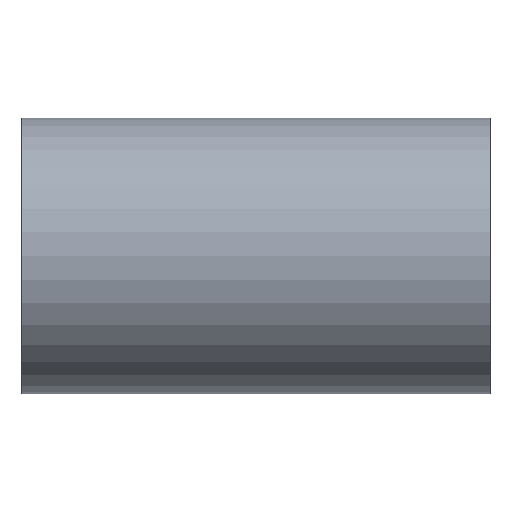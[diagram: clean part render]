
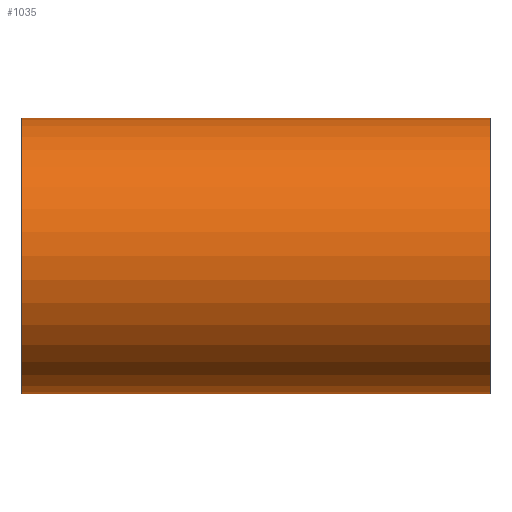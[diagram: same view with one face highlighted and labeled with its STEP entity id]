
A CAD part, left-side view. The second image highlights one B-rep face of the part: STEP entity #1035.
In plain terms, the highlighted cylindrical face has radius 33 mm (diameter 66 mm), a full revolution.
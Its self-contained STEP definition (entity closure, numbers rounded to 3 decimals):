
#73=FACE_OUTER_BOUND('',#136,.T.);
#136=EDGE_LOOP('',(#746,#747,#748,#749));
#201=CIRCLE('',#1123,33.);
#202=CIRCLE('',#1124,33.);
#312=LINE('',#2184,#370);
#370=VECTOR('',#1268,33.);
#449=VERTEX_POINT('',#2181);
#450=VERTEX_POINT('',#2183);
#566=EDGE_CURVE('',#449,#449,#201,.T.);
#567=EDGE_CURVE('',#449,#450,#312,.T.);
#568=EDGE_CURVE('',#450,#450,#202,.T.);
#746=ORIENTED_EDGE('',*,*,#566,.F.);
#747=ORIENTED_EDGE('',*,*,#567,.T.);
#748=ORIENTED_EDGE('',*,*,#568,.T.);
#749=ORIENTED_EDGE('',*,*,#567,.F.);
#988=CYLINDRICAL_SURFACE('',#1122,33.);
#1035=ADVANCED_FACE('',(#73),#988,.T.);
#1122=AXIS2_PLACEMENT_3D('',#2180,#1264,#1265);
#1123=AXIS2_PLACEMENT_3D('',#2182,#1266,#1267);
#1124=AXIS2_PLACEMENT_3D('',#2185,#1269,#1270);
#1264=DIRECTION('center_axis',(0.,1.,0.));
#1265=DIRECTION('ref_axis',(1.,0.,0.));
#1266=DIRECTION('center_axis',(0.,1.,0.));
#1267=DIRECTION('ref_axis',(1.,0.,0.));
#1268=DIRECTION('',(0.,-1.,0.));
#1269=DIRECTION('center_axis',(0.,1.,0.));
#1270=DIRECTION('ref_axis',(1.,0.,0.));
#2180=CARTESIAN_POINT('Origin',(0.,0.,0.));
#2181=CARTESIAN_POINT('',(-33.,112.,0.));
#2182=CARTESIAN_POINT('Origin',(0.,112.,0.));
#2183=CARTESIAN_POINT('',(-33.,0.,0.));
#2184=CARTESIAN_POINT('',(-33.,0.,0.));
#2185=CARTESIAN_POINT('Origin',(0.,0.,0.));
